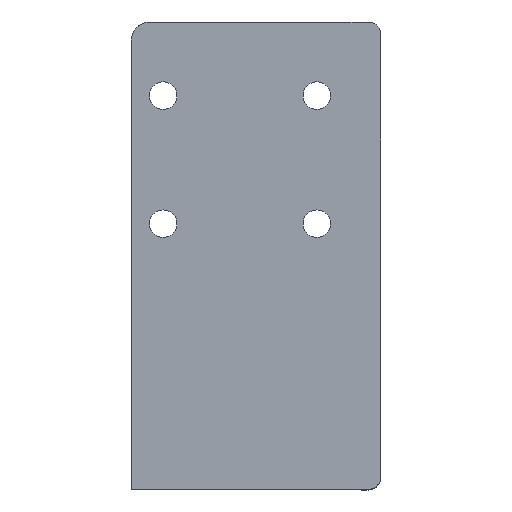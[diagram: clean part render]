
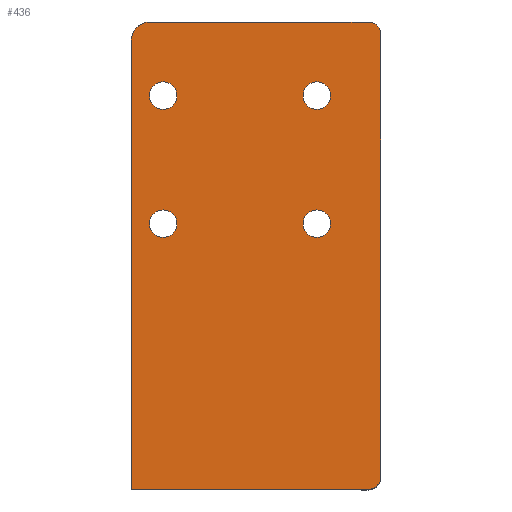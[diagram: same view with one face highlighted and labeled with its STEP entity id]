
A CAD part, top view. The second image highlights one B-rep face of the part: STEP entity #436.
In plain terms, the highlighted planar face has unit normal (0, 0, 1).
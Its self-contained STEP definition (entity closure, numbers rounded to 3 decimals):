
#15 = CARTESIAN_POINT ( 'NONE',  ( 5., 11.5, 5. ) ) ;
#48 = CARTESIAN_POINT ( 'NONE',  ( 7.15, 31.5, 5. ) ) ;
#62 = CIRCLE ( 'NONE', #1355, 2.15 ) ;
#122 = CARTESIAN_POINT ( 'NONE',  ( 37., 41., 5. ) ) ;
#134 = ORIENTED_EDGE ( 'NONE', *, *, #1482, .F. ) ;
#166 = CARTESIAN_POINT ( 'NONE',  ( 5., 31.5, 5. ) ) ;
#192 = CIRCLE ( 'NONE', #1257, 2.15 ) ;
#233 = EDGE_LOOP ( 'NONE', ( #134, #1809, #1510, #906, #1439, #977, #1312 ) ) ;
#247 = AXIS2_PLACEMENT_3D ( 'NONE', #1807, #1363, #593 ) ;
#277 = DIRECTION ( 'NONE',  ( -1., 0., 0. ) ) ;
#283 = CARTESIAN_POINT ( 'NONE',  ( 7.15, 11.5, 5. ) ) ;
#302 = EDGE_CURVE ( 'NONE', #1330, #685, #1437, .T. ) ;
#330 = CARTESIAN_POINT ( 'NONE',  ( 26.85, 11.5, 5. ) ) ;
#333 = CARTESIAN_POINT ( 'NONE',  ( 29., 11.5, 5. ) ) ;
#340 = EDGE_CURVE ( 'NONE', #799, #757, #900, .T. ) ;
#355 = LINE ( 'NONE', #1302, #1422 ) ;
#356 = AXIS2_PLACEMENT_3D ( 'NONE', #1988, #437, #277 ) ;
#379 = CARTESIAN_POINT ( 'NONE',  ( 0., 43., 5. ) ) ;
#382 = VERTEX_POINT ( 'NONE', #1918 ) ;
#397 = CARTESIAN_POINT ( 'NONE',  ( 5., 31.5, 5. ) ) ;
#416 = AXIS2_PLACEMENT_3D ( 'NONE', #463, #804, #1578 ) ;
#418 = DIRECTION ( 'NONE',  ( -1., 0., 0. ) ) ;
#436 = ADVANCED_FACE ( 'NONE', ( #1472, #1206, #1343, #1512, #1955 ), #1186, .F. ) ;
#437 = DIRECTION ( 'NONE',  ( 0., 0., 1. ) ) ;
#448 = CIRCLE ( 'NONE', #1033, 2.15 ) ;
#454 = CARTESIAN_POINT ( 'NONE',  ( 0., -30., 5. ) ) ;
#461 = EDGE_CURVE ( 'NONE', #1307, #1529, #1182, .T. ) ;
#463 = CARTESIAN_POINT ( 'NONE',  ( 29., 11.5, 5. ) ) ;
#475 = VERTEX_POINT ( 'NONE', #330 ) ;
#476 = CARTESIAN_POINT ( 'NONE',  ( 39., 43., 5. ) ) ;
#477 = EDGE_CURVE ( 'NONE', #1152, #1190, #1856, .T. ) ;
#524 = DIRECTION ( 'NONE',  ( 0., 0., 1. ) ) ;
#555 = DIRECTION ( 'NONE',  ( -1., 0., 0. ) ) ;
#593 = DIRECTION ( 'NONE',  ( -1., 0., 0. ) ) ;
#644 = VECTOR ( 'NONE', #1558, 1000. ) ;
#647 = CIRCLE ( 'NONE', #356, 3. ) ;
#685 = VERTEX_POINT ( 'NONE', #1317 ) ;
#706 = AXIS2_PLACEMENT_3D ( 'NONE', #1911, #524, #992 ) ;
#721 = EDGE_CURVE ( 'NONE', #1371, #1330, #1930, .T. ) ;
#740 = CARTESIAN_POINT ( 'NONE',  ( 29., 31.5, 5. ) ) ;
#756 = CARTESIAN_POINT ( 'NONE',  ( 29., 31.5, 5. ) ) ;
#757 = VERTEX_POINT ( 'NONE', #1349 ) ;
#763 = DIRECTION ( 'NONE',  ( 0., 0., 1. ) ) ;
#766 = EDGE_CURVE ( 'NONE', #1360, #1603, #1899, .T. ) ;
#777 = AXIS2_PLACEMENT_3D ( 'NONE', #1135, #1590, #555 ) ;
#788 = LINE ( 'NONE', #476, #644 ) ;
#790 = EDGE_LOOP ( 'NONE', ( #959, #1680 ) ) ;
#795 = DIRECTION ( 'NONE',  ( 0., 0., 1. ) ) ;
#799 = VERTEX_POINT ( 'NONE', #283 ) ;
#804 = DIRECTION ( 'NONE',  ( 0., 0., 1. ) ) ;
#856 = DIRECTION ( 'NONE',  ( -1., 0., 0. ) ) ;
#880 = EDGE_CURVE ( 'NONE', #382, #1371, #788, .T. ) ;
#900 = CIRCLE ( 'NONE', #706, 2.15 ) ;
#906 = ORIENTED_EDGE ( 'NONE', *, *, #721, .T. ) ;
#921 = DIRECTION ( 'NONE',  ( 0., 0., 1. ) ) ;
#938 = CIRCLE ( 'NONE', #1709, 2.15 ) ;
#955 = DIRECTION ( 'NONE',  ( 1., 0., 0. ) ) ;
#959 = ORIENTED_EDGE ( 'NONE', *, *, #1345, .F. ) ;
#977 = ORIENTED_EDGE ( 'NONE', *, *, #1636, .T. ) ;
#992 = DIRECTION ( 'NONE',  ( -1., 0., 0. ) ) ;
#1008 = EDGE_LOOP ( 'NONE', ( #1431, #1715 ) ) ;
#1010 = ORIENTED_EDGE ( 'NONE', *, *, #461, .F. ) ;
#1012 = DIRECTION ( 'NONE',  ( -1., 0., 0. ) ) ;
#1021 = CARTESIAN_POINT ( 'NONE',  ( 31.15, 31.5, 5. ) ) ;
#1029 = AXIS2_PLACEMENT_3D ( 'NONE', #756, #763, #418 ) ;
#1032 = DIRECTION ( 'NONE',  ( 0., 0., 1. ) ) ;
#1033 = AXIS2_PLACEMENT_3D ( 'NONE', #15, #1416, #1870 ) ;
#1059 = DIRECTION ( 'NONE',  ( -1., 0., 0. ) ) ;
#1067 = DIRECTION ( 'NONE',  ( 0., 0., 1. ) ) ;
#1093 = CARTESIAN_POINT ( 'NONE',  ( 39., 41., 5. ) ) ;
#1103 = CARTESIAN_POINT ( 'NONE',  ( 2.85, 31.5, 5. ) ) ;
#1123 = VECTOR ( 'NONE', #1012, 1000. ) ;
#1135 = CARTESIAN_POINT ( 'NONE',  ( 37., -28., 5. ) ) ;
#1138 = CARTESIAN_POINT ( 'NONE',  ( 0., 40., 5. ) ) ;
#1143 = EDGE_LOOP ( 'NONE', ( #1165, #1309 ) ) ;
#1152 = VERTEX_POINT ( 'NONE', #1138 ) ;
#1165 = ORIENTED_EDGE ( 'NONE', *, *, #766, .F. ) ;
#1167 = DIRECTION ( 'NONE',  ( 0., 0., 1. ) ) ;
#1182 = CIRCLE ( 'NONE', #1962, 2.15 ) ;
#1186 = PLANE ( 'NONE',  #247 ) ;
#1190 = VERTEX_POINT ( 'NONE', #454 ) ;
#1206 = FACE_BOUND ( 'NONE', #1631, .T. ) ;
#1223 = CIRCLE ( 'NONE', #416, 2.15 ) ;
#1240 = CARTESIAN_POINT ( 'NONE',  ( 37., 43., 5. ) ) ;
#1257 = AXIS2_PLACEMENT_3D ( 'NONE', #740, #1032, #1059 ) ;
#1270 = VERTEX_POINT ( 'NONE', #1347 ) ;
#1275 = DIRECTION ( 'NONE',  ( 1., 0., 0. ) ) ;
#1302 = CARTESIAN_POINT ( 'NONE',  ( 0., -30., 5. ) ) ;
#1307 = VERTEX_POINT ( 'NONE', #1103 ) ;
#1309 = ORIENTED_EDGE ( 'NONE', *, *, #1641, .F. ) ;
#1312 = ORIENTED_EDGE ( 'NONE', *, *, #477, .T. ) ;
#1315 = ORIENTED_EDGE ( 'NONE', *, *, #1379, .F. ) ;
#1317 = CARTESIAN_POINT ( 'NONE',  ( 3., 43., 5. ) ) ;
#1322 = DIRECTION ( 'NONE',  ( 1., 0., 0. ) ) ;
#1330 = VERTEX_POINT ( 'NONE', #1240 ) ;
#1343 = FACE_BOUND ( 'NONE', #1143, .T. ) ;
#1345 = EDGE_CURVE ( 'NONE', #475, #1895, #1223, .T. ) ;
#1347 = CARTESIAN_POINT ( 'NONE',  ( 37., -30., 5. ) ) ;
#1349 = CARTESIAN_POINT ( 'NONE',  ( 2.85, 11.5, 5. ) ) ;
#1355 = AXIS2_PLACEMENT_3D ( 'NONE', #166, #795, #1275 ) ;
#1360 = VERTEX_POINT ( 'NONE', #1386 ) ;
#1363 = DIRECTION ( 'NONE',  ( 0., 0., -1. ) ) ;
#1371 = VERTEX_POINT ( 'NONE', #1093 ) ;
#1379 = EDGE_CURVE ( 'NONE', #1529, #1307, #62, .T. ) ;
#1386 = CARTESIAN_POINT ( 'NONE',  ( 26.85, 31.5, 5. ) ) ;
#1395 = EDGE_CURVE ( 'NONE', #757, #799, #448, .T. ) ;
#1416 = DIRECTION ( 'NONE',  ( 0., 0., 1. ) ) ;
#1418 = EDGE_CURVE ( 'NONE', #1895, #475, #938, .T. ) ;
#1422 = VECTOR ( 'NONE', #856, 1000. ) ;
#1431 = ORIENTED_EDGE ( 'NONE', *, *, #1395, .F. ) ;
#1437 = LINE ( 'NONE', #379, #1123 ) ;
#1439 = ORIENTED_EDGE ( 'NONE', *, *, #302, .T. ) ;
#1448 = VECTOR ( 'NONE', #1522, 1000. ) ;
#1466 = EDGE_CURVE ( 'NONE', #1270, #382, #1646, .T. ) ;
#1472 = FACE_OUTER_BOUND ( 'NONE', #233, .T. ) ;
#1482 = EDGE_CURVE ( 'NONE', #1270, #1190, #355, .T. ) ;
#1510 = ORIENTED_EDGE ( 'NONE', *, *, #880, .T. ) ;
#1512 = FACE_BOUND ( 'NONE', #1008, .T. ) ;
#1522 = DIRECTION ( 'NONE',  ( 0., -1., 0. ) ) ;
#1529 = VERTEX_POINT ( 'NONE', #48 ) ;
#1558 = DIRECTION ( 'NONE',  ( 0., 1., 0. ) ) ;
#1578 = DIRECTION ( 'NONE',  ( 1., 0., 0. ) ) ;
#1590 = DIRECTION ( 'NONE',  ( 0., 0., 1. ) ) ;
#1603 = VERTEX_POINT ( 'NONE', #1021 ) ;
#1631 = EDGE_LOOP ( 'NONE', ( #1010, #1315 ) ) ;
#1636 = EDGE_CURVE ( 'NONE', #685, #1152, #647, .T. ) ;
#1641 = EDGE_CURVE ( 'NONE', #1603, #1360, #192, .T. ) ;
#1643 = AXIS2_PLACEMENT_3D ( 'NONE', #122, #1067, #1965 ) ;
#1646 = CIRCLE ( 'NONE', #777, 2. ) ;
#1680 = ORIENTED_EDGE ( 'NONE', *, *, #1418, .F. ) ;
#1701 = CARTESIAN_POINT ( 'NONE',  ( 31.15, 11.5, 5. ) ) ;
#1709 = AXIS2_PLACEMENT_3D ( 'NONE', #333, #921, #955 ) ;
#1715 = ORIENTED_EDGE ( 'NONE', *, *, #340, .F. ) ;
#1717 = CARTESIAN_POINT ( 'NONE',  ( 0., 0., 5. ) ) ;
#1807 = CARTESIAN_POINT ( 'NONE',  ( 0., 0., 5. ) ) ;
#1809 = ORIENTED_EDGE ( 'NONE', *, *, #1466, .T. ) ;
#1856 = LINE ( 'NONE', #1717, #1448 ) ;
#1870 = DIRECTION ( 'NONE',  ( -1., 0., 0. ) ) ;
#1895 = VERTEX_POINT ( 'NONE', #1701 ) ;
#1899 = CIRCLE ( 'NONE', #1029, 2.15 ) ;
#1911 = CARTESIAN_POINT ( 'NONE',  ( 5., 11.5, 5. ) ) ;
#1918 = CARTESIAN_POINT ( 'NONE',  ( 39., -28., 5. ) ) ;
#1930 = CIRCLE ( 'NONE', #1643, 2. ) ;
#1955 = FACE_BOUND ( 'NONE', #790, .T. ) ;
#1962 = AXIS2_PLACEMENT_3D ( 'NONE', #397, #1167, #1322 ) ;
#1965 = DIRECTION ( 'NONE',  ( -1., 0., 0. ) ) ;
#1988 = CARTESIAN_POINT ( 'NONE',  ( 3., 40., 5. ) ) ;
